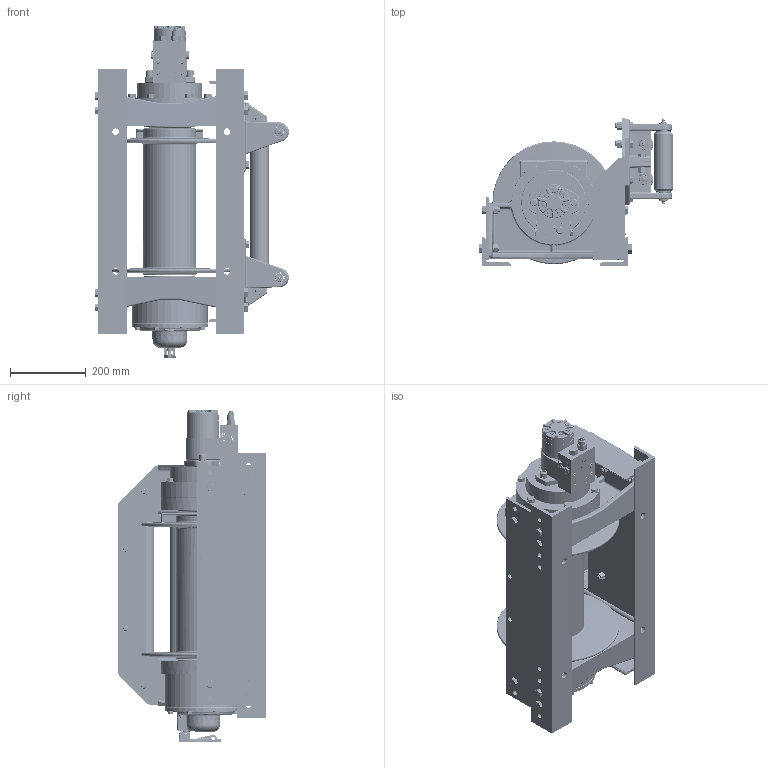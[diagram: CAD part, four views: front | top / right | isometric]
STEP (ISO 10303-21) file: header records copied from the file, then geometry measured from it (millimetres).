
FILE_DESCRIPTION((''),'2;1');
FILE_NAME('TWG-TEMP','2020-10-18T21:35:49',('Administrator'),(''),'CREO PARAMETRIC BY PTC INC, 2019292','CREO PARAMETRIC BY PTC INC, 2019292','');
FILE_SCHEMA(('AUTOMOTIVE_DESIGN { 1 0 10303 214 1 1 1 1 }'));
Products named in the file (1): TWG-TEMP
Bounding box: 511.43 x 390.55 x 875.91 mm (x, y, z)
Surface area: 2878040.6 mm2 (no closed solid volume)
Topology: 0 solids, 348 shells, 3761 faces, 12303 edges, 8688 vertices
Faces by surface type: plane 1287, cylinder 1063, torus 622, cone 440, bspline 279, sphere 70
Entity records: 198611 total; most frequent: CARTESIAN_POINT 72948, ORIENTED_EDGE 19224, DIRECTION 18685, EDGE_CURVE 12153, VERTEX_POINT 8688, AXIS2_PLACEMENT_3D 6697, VECTOR 5288, LINE 5288
